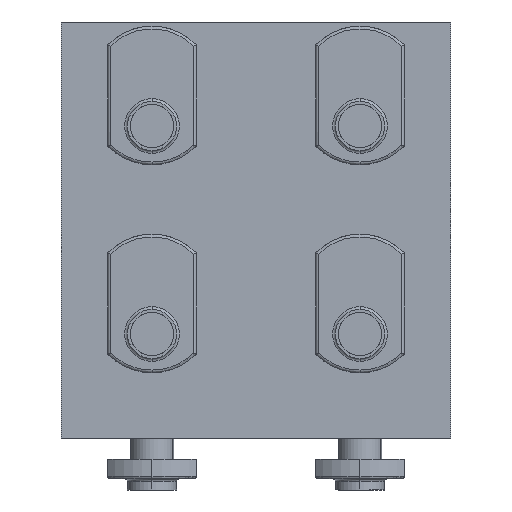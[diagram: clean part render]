
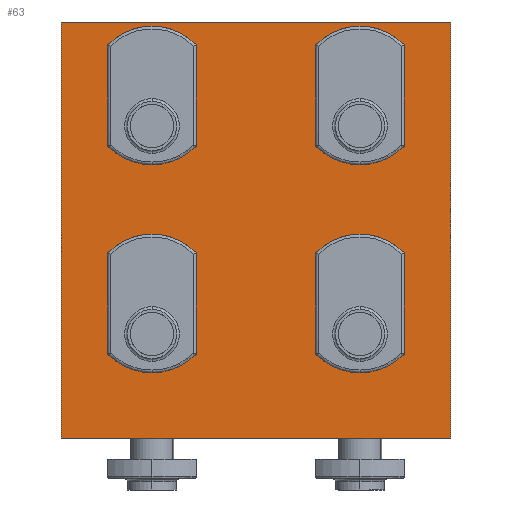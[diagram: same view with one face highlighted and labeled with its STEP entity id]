
A CAD part, front view. The second image highlights one B-rep face of the part: STEP entity #63.
In plain terms, the highlighted planar face has unit normal (0, -1, 0).
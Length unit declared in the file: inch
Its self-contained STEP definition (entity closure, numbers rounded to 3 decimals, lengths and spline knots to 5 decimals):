
#47 = VERTEX_POINT ( 'NONE', #874 ) ;
#63 = ADVANCED_FACE ( 'NONE', ( #948, #949, #950, #951, #952 ), #953, .T. ) ;
#74 = VERTEX_POINT ( 'NONE', #1064 ) ;
#112 = EDGE_CURVE ( 'NONE', #1516, #237, #1322, .T. ) ;
#141 = EDGE_LOOP ( 'NONE', ( #378, #2548 ) ) ;
#165 = VERTEX_POINT ( 'NONE', #614 ) ;
#178 = ORIENTED_EDGE ( 'NONE', *, *, #2559, .T. ) ;
#186 = EDGE_LOOP ( 'NONE', ( #313, #328 ) ) ;
#188 = EDGE_CURVE ( 'NONE', #47, #868, #741, .T. ) ;
#204 = EDGE_CURVE ( 'NONE', #165, #365, #866, .T. ) ;
#222 = ORIENTED_EDGE ( 'NONE', *, *, #1320, .F. ) ;
#237 = VERTEX_POINT ( 'NONE', #1103 ) ;
#249 = VERTEX_POINT ( 'NONE', #1176 ) ;
#272 = VERTEX_POINT ( 'NONE', #1339 ) ;
#281 = EDGE_CURVE ( 'NONE', #366, #272, #1399, .T. ) ;
#313 = ORIENTED_EDGE ( 'NONE', *, *, #521, .F. ) ;
#320 = EDGE_CURVE ( 'NONE', #47, #1915, #436, .T. ) ;
#322 = EDGE_LOOP ( 'NONE', ( #222, #1514 ) ) ;
#324 = ORIENTED_EDGE ( 'NONE', *, *, #431, .F. ) ;
#328 = ORIENTED_EDGE ( 'NONE', *, *, #112, .F. ) ;
#352 = ORIENTED_EDGE ( 'NONE', *, *, #281, .F. ) ;
#365 = VERTEX_POINT ( 'NONE', #727 ) ;
#366 = VERTEX_POINT ( 'NONE', #729 ) ;
#378 = ORIENTED_EDGE ( 'NONE', *, *, #1247, .F. ) ;
#401 = EDGE_CURVE ( 'NONE', #249, #74, #1007, .T. ) ;
#431 = EDGE_CURVE ( 'NONE', #272, #366, #1104, .T. ) ;
#436 = LINE ( 'NONE', #437, #438 ) ;
#437 = CARTESIAN_POINT ( 'NONE',  ( -1.405, 0., 3. ) ) ;
#438 = VECTOR ( 'NONE', #439, 39.37008 ) ;
#439 = DIRECTION ( 'NONE',  ( 1., 0., 0. ) ) ;
#521 = EDGE_CURVE ( 'NONE', #237, #1516, #1156, .T. ) ;
#614 = CARTESIAN_POINT ( 'NONE',  ( -0.75, 0., 2.414 ) ) ;
#647 = CARTESIAN_POINT ( 'NONE',  ( 1.405, 0., 3. ) ) ;
#727 = CARTESIAN_POINT ( 'NONE',  ( -0.75, 0., 2.086 ) ) ;
#729 = CARTESIAN_POINT ( 'NONE',  ( 0.75, 0., 2.414 ) ) ;
#741 = LINE ( 'NONE', #742, #743 ) ;
#742 = CARTESIAN_POINT ( 'NONE',  ( -1.405, 0., 3. ) ) ;
#743 = VECTOR ( 'NONE', #744, 39.37008 ) ;
#744 = DIRECTION ( 'NONE',  ( 0., 0., -1. ) ) ;
#763 = ORIENTED_EDGE ( 'NONE', *, *, #1109, .F. ) ;
#866 = CIRCLE ( 'NONE', #870, 0.164 ) ;
#868 = VERTEX_POINT ( 'NONE', #1332 ) ;
#870 = AXIS2_PLACEMENT_3D ( 'NONE', #871, #872, #873 ) ;
#871 = CARTESIAN_POINT ( 'NONE',  ( -0.75, 0., 2.25 ) ) ;
#872 = DIRECTION ( 'NONE',  ( 0., -1., 0. ) ) ;
#873 = DIRECTION ( 'NONE',  ( 0., 0., -1. ) ) ;
#874 = CARTESIAN_POINT ( 'NONE',  ( -1.405, 0., 3. ) ) ;
#948 = FACE_BOUND ( 'NONE', #186, .T. ) ;
#949 = FACE_BOUND ( 'NONE', #322, .T. ) ;
#950 = FACE_OUTER_BOUND ( 'NONE', #1462, .T. ) ;
#951 = FACE_BOUND ( 'NONE', #141, .T. ) ;
#952 = FACE_BOUND ( 'NONE', #2152, .T. ) ;
#953 = PLANE ( 'NONE',  #954 ) ;
#954 = AXIS2_PLACEMENT_3D ( 'NONE', #955, #956, #957 ) ;
#955 = CARTESIAN_POINT ( 'NONE',  ( -1.405, 0., 3. ) ) ;
#956 = DIRECTION ( 'NONE',  ( 0., -1., 0. ) ) ;
#957 = DIRECTION ( 'NONE',  ( 0., 0., -1. ) ) ;
#1007 = CIRCLE ( 'NONE', #1008, 0.164 ) ;
#1008 = AXIS2_PLACEMENT_3D ( 'NONE', #1010, #1011, #1012 ) ;
#1010 = CARTESIAN_POINT ( 'NONE',  ( -0.75, 0., 0.75 ) ) ;
#1011 = DIRECTION ( 'NONE',  ( 0., -1., 0. ) ) ;
#1012 = DIRECTION ( 'NONE',  ( 0., 0., -1. ) ) ;
#1064 = CARTESIAN_POINT ( 'NONE',  ( -0.75, 0., 0.586 ) ) ;
#1103 = CARTESIAN_POINT ( 'NONE',  ( 0.75, 0., 0.586 ) ) ;
#1104 = CIRCLE ( 'NONE', #1105, 0.164 ) ;
#1105 = AXIS2_PLACEMENT_3D ( 'NONE', #1106, #1107, #1108 ) ;
#1106 = CARTESIAN_POINT ( 'NONE',  ( 0.75, 0., 2.25 ) ) ;
#1107 = DIRECTION ( 'NONE',  ( 0., -1., 0. ) ) ;
#1108 = DIRECTION ( 'NONE',  ( 0., 0., -1. ) ) ;
#1109 = EDGE_CURVE ( 'NONE', #1915, #1195, #1471, .T. ) ;
#1156 = CIRCLE ( 'NONE', #1157, 0.164 ) ;
#1157 = AXIS2_PLACEMENT_3D ( 'NONE', #1158, #1159, #1161 ) ;
#1158 = CARTESIAN_POINT ( 'NONE',  ( 0.75, 0., 0.75 ) ) ;
#1159 = DIRECTION ( 'NONE',  ( 0., -1., 0. ) ) ;
#1161 = DIRECTION ( 'NONE',  ( 0., 0., -1. ) ) ;
#1176 = CARTESIAN_POINT ( 'NONE',  ( -0.75, 0., 0.914 ) ) ;
#1195 = VERTEX_POINT ( 'NONE', #1525 ) ;
#1247 = EDGE_CURVE ( 'NONE', #365, #165, #1537, .T. ) ;
#1256 = LINE ( 'NONE', #1257, #1258 ) ;
#1257 = CARTESIAN_POINT ( 'NONE',  ( -1.405, 0., 0. ) ) ;
#1258 = VECTOR ( 'NONE', #1259, 39.37008 ) ;
#1259 = DIRECTION ( 'NONE',  ( 1., 0., 0. ) ) ;
#1320 = EDGE_CURVE ( 'NONE', #74, #249, #1582, .T. ) ;
#1322 = CIRCLE ( 'NONE', #1323, 0.164 ) ;
#1323 = AXIS2_PLACEMENT_3D ( 'NONE', #1324, #1325, #1326 ) ;
#1324 = CARTESIAN_POINT ( 'NONE',  ( 0.75, 0., 0.75 ) ) ;
#1325 = DIRECTION ( 'NONE',  ( 0., -1., 0. ) ) ;
#1326 = DIRECTION ( 'NONE',  ( 0., 0., -1. ) ) ;
#1332 = CARTESIAN_POINT ( 'NONE',  ( -1.405, 0., 0. ) ) ;
#1339 = CARTESIAN_POINT ( 'NONE',  ( 0.75, 0., 2.086 ) ) ;
#1371 = ORIENTED_EDGE ( 'NONE', *, *, #320, .F. ) ;
#1399 = CIRCLE ( 'NONE', #1400, 0.164 ) ;
#1400 = AXIS2_PLACEMENT_3D ( 'NONE', #1401, #1402, #1403 ) ;
#1401 = CARTESIAN_POINT ( 'NONE',  ( 0.75, 0., 2.25 ) ) ;
#1402 = DIRECTION ( 'NONE',  ( 0., -1., 0. ) ) ;
#1403 = DIRECTION ( 'NONE',  ( 0., 0., -1. ) ) ;
#1462 = EDGE_LOOP ( 'NONE', ( #763, #1371, #1880, #178 ) ) ;
#1471 = LINE ( 'NONE', #1472, #1473 ) ;
#1472 = CARTESIAN_POINT ( 'NONE',  ( 1.405, 0., 3. ) ) ;
#1473 = VECTOR ( 'NONE', #1474, 39.37008 ) ;
#1474 = DIRECTION ( 'NONE',  ( 0., 0., -1. ) ) ;
#1514 = ORIENTED_EDGE ( 'NONE', *, *, #401, .F. ) ;
#1516 = VERTEX_POINT ( 'NONE', #1631 ) ;
#1525 = CARTESIAN_POINT ( 'NONE',  ( 1.405, 0., 0. ) ) ;
#1537 = CIRCLE ( 'NONE', #1538, 0.164 ) ;
#1538 = AXIS2_PLACEMENT_3D ( 'NONE', #1539, #1540, #1541 ) ;
#1539 = CARTESIAN_POINT ( 'NONE',  ( -0.75, 0., 2.25 ) ) ;
#1540 = DIRECTION ( 'NONE',  ( 0., -1., 0. ) ) ;
#1541 = DIRECTION ( 'NONE',  ( 0., 0., -1. ) ) ;
#1582 = CIRCLE ( 'NONE', #1583, 0.164 ) ;
#1583 = AXIS2_PLACEMENT_3D ( 'NONE', #1584, #1585, #1586 ) ;
#1584 = CARTESIAN_POINT ( 'NONE',  ( -0.75, 0., 0.75 ) ) ;
#1585 = DIRECTION ( 'NONE',  ( 0., -1., 0. ) ) ;
#1586 = DIRECTION ( 'NONE',  ( 0., 0., -1. ) ) ;
#1631 = CARTESIAN_POINT ( 'NONE',  ( 0.75, 0., 0.914 ) ) ;
#1880 = ORIENTED_EDGE ( 'NONE', *, *, #188, .T. ) ;
#1915 = VERTEX_POINT ( 'NONE', #647 ) ;
#2152 = EDGE_LOOP ( 'NONE', ( #324, #352 ) ) ;
#2548 = ORIENTED_EDGE ( 'NONE', *, *, #204, .F. ) ;
#2559 = EDGE_CURVE ( 'NONE', #868, #1195, #1256, .T. ) ;
